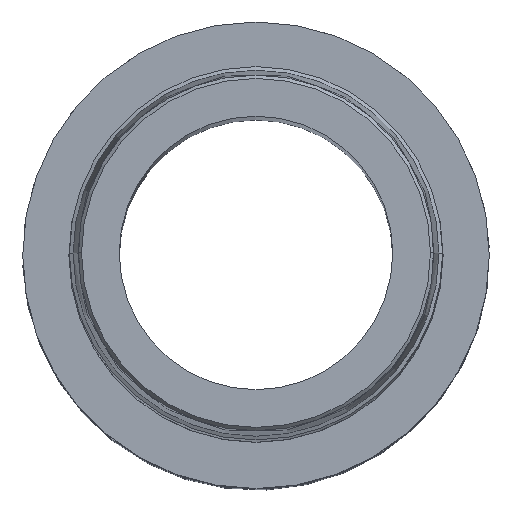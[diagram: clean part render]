
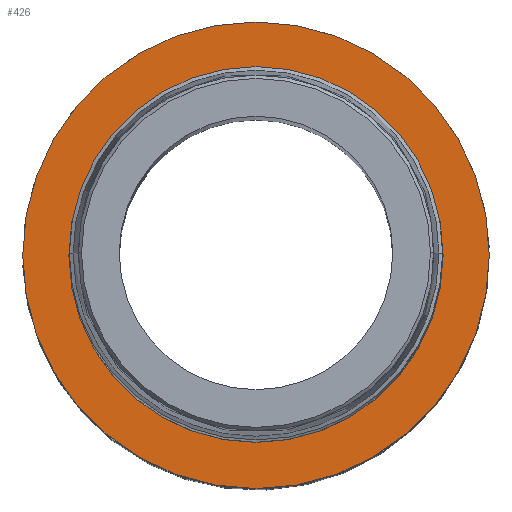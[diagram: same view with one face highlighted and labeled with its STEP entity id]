
A CAD part, top view. The second image highlights one B-rep face of the part: STEP entity #426.
In plain terms, the highlighted planar face has unit normal (0, 0, 1).
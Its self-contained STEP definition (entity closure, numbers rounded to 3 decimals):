
#302 = EDGE_LOOP ( 'NONE', ( #305, #307 ) ) ;
#305 = ORIENTED_EDGE ( 'NONE', *, *, #306, .F. ) ;
#306 = EDGE_CURVE ( 'NONE', #770, #760, #338, .T. ) ;
#307 = ORIENTED_EDGE ( 'NONE', *, *, #819, .F. ) ;
#325 = CIRCLE ( 'NONE', #328, 8.622 ) ;
#327 = CARTESIAN_POINT ( 'NONE',  ( 0., 0., 0. ) ) ;
#328 = AXIS2_PLACEMENT_3D ( 'NONE', #327, #349, #352 ) ;
#336 = CARTESIAN_POINT ( 'NONE',  ( 0., 0., 0. ) ) ;
#337 = AXIS2_PLACEMENT_3D ( 'NONE', #336, #347, #346 ) ;
#338 = CIRCLE ( 'NONE', #337, 8.622 ) ;
#346 = DIRECTION ( 'NONE',  ( 1., 0., 0. ) ) ;
#347 = DIRECTION ( 'NONE',  ( 0., 0., 1. ) ) ;
#349 = DIRECTION ( 'NONE',  ( 0., 0., 1. ) ) ;
#352 = DIRECTION ( 'NONE',  ( 1., 0., 0. ) ) ;
#402 = DIRECTION ( 'NONE',  ( 1., 0., 0. ) ) ;
#403 = DIRECTION ( 'NONE',  ( 0., 0., 1. ) ) ;
#404 = CARTESIAN_POINT ( 'NONE',  ( 0., 0., 0. ) ) ;
#405 = AXIS2_PLACEMENT_3D ( 'NONE', #404, #403, #402 ) ;
#407 = CIRCLE ( 'NONE', #405, 10.75 ) ;
#408 = FACE_OUTER_BOUND ( 'NONE', #425, .T. ) ;
#411 = FACE_BOUND ( 'NONE', #302, .T. ) ;
#412 = DIRECTION ( 'NONE',  ( -1., 0., 0. ) ) ;
#413 = DIRECTION ( 'NONE',  ( 0., 0., -1. ) ) ;
#414 = CARTESIAN_POINT ( 'NONE',  ( 0., 10.75, 0. ) ) ;
#415 = AXIS2_PLACEMENT_3D ( 'NONE', #414, #413, #412 ) ;
#416 = PLANE ( 'NONE',  #415 ) ;
#422 = ORIENTED_EDGE ( 'NONE', *, *, #806, .T. ) ;
#423 = ORIENTED_EDGE ( 'NONE', *, *, #424, .T. ) ;
#424 = EDGE_CURVE ( 'NONE', #808, #789, #407, .T. ) ;
#425 = EDGE_LOOP ( 'NONE', ( #422, #423 ) ) ;
#426 = ADVANCED_FACE ( 'NONE', ( #408, #411 ), #416, .F. ) ;
#437 = AXIS2_PLACEMENT_3D ( 'NONE', #486, #485, #484 ) ;
#438 = CIRCLE ( 'NONE', #437, 10.75 ) ;
#454 = CARTESIAN_POINT ( 'NONE',  ( 8.622, 0., 0. ) ) ;
#475 = CARTESIAN_POINT ( 'NONE',  ( 10.75, 0., 0. ) ) ;
#483 = CARTESIAN_POINT ( 'NONE',  ( -10.75, 0., 0. ) ) ;
#484 = DIRECTION ( 'NONE',  ( 1., 0., 0. ) ) ;
#485 = DIRECTION ( 'NONE',  ( 0., 0., 1. ) ) ;
#486 = CARTESIAN_POINT ( 'NONE',  ( 0., 0., 0. ) ) ;
#760 = VERTEX_POINT ( 'NONE', #1784 ) ;
#770 = VERTEX_POINT ( 'NONE', #454 ) ;
#789 = VERTEX_POINT ( 'NONE', #475 ) ;
#806 = EDGE_CURVE ( 'NONE', #789, #808, #438, .T. ) ;
#808 = VERTEX_POINT ( 'NONE', #483 ) ;
#819 = EDGE_CURVE ( 'NONE', #760, #770, #325, .T. ) ;
#1784 = CARTESIAN_POINT ( 'NONE',  ( -8.622, 0., 0. ) ) ;
